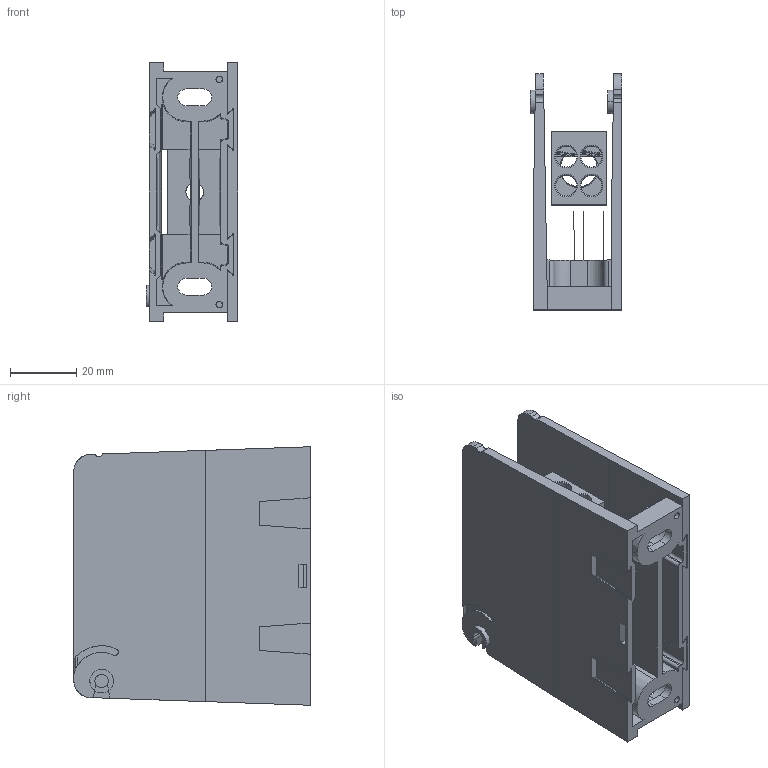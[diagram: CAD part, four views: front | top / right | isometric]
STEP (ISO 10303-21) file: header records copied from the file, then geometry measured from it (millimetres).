
FILE_DESCRIPTION (( 'STEP AP214' ), '1' );
FILE_NAME ('701951rev-1P.STEP', '2015-06-18T19:21:09', ( '' ), ( '' ), 'SwSTEP 2.0', 'SolidWorks 2014', '' );
FILE_SCHEMA (( 'AUTOMOTIVE_DESIGN' ));
Length unit declared in the file: inch
Products named in the file (1): 701951rev-1P
Bounding box: 27.54 x 71.37 x 78.11 mm (x, y, z)
Surface area: 34789.2 mm2 (no closed solid volume)
Topology: 0 solids, 10 shells, 226 faces, 783 edges, 554 vertices
Faces by surface type: plane 111, cylinder 82, cone 33
Entity records: 13187 total; most frequent: CARTESIAN_POINT 3815, ORIENTED_EDGE 1336, DIRECTION 1213, EDGE_CURVE 783, VERTEX_POINT 554, LINE 477, VECTOR 477, AXIS2_PLACEMENT_3D 368
